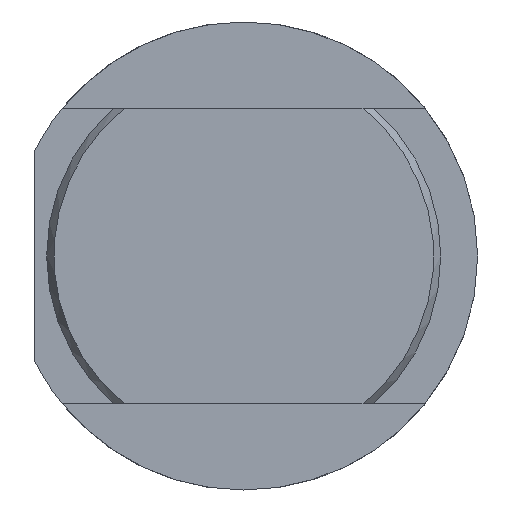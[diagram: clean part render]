
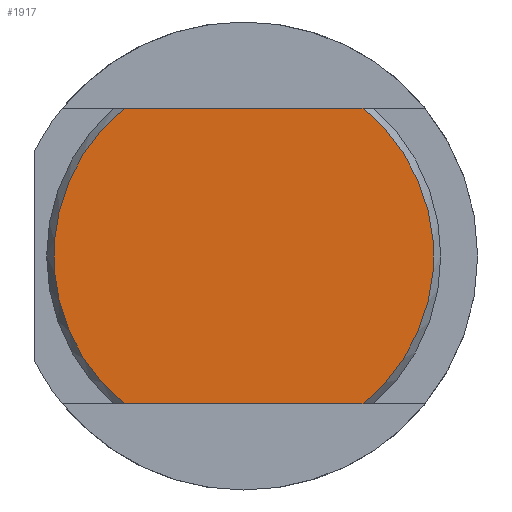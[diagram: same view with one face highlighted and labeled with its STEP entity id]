
A CAD part, left-side view. The second image highlights one B-rep face of the part: STEP entity #1917.
In plain terms, the highlighted planar face has unit normal (-1, 0, 0).
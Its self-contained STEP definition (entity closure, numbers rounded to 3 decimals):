
#5 = CARTESIAN_POINT ( 'NONE',  ( 0., -4.844, -6. ) ) ;
#6 = CARTESIAN_POINT ( 'NONE',  ( 0., -4.844, 6. ) ) ;
#241 = ORIENTED_EDGE ( 'NONE', *, *, #481, .T. ) ;
#477 = EDGE_CURVE ( 'NONE', #2327, #1842, #853, .T. ) ;
#481 = EDGE_CURVE ( 'NONE', #2327, #2329, #515, .T. ) ;
#483 = EDGE_CURVE ( 'NONE', #1862, #2329, #773, .T. ) ;
#490 = AXIS2_PLACEMENT_3D ( 'NONE', #2459, #2451, #2462 ) ;
#509 = EDGE_CURVE ( 'NONE', #1862, #1842, #876, .T. ) ;
#515 = CIRCLE ( 'NONE', #490, 7.711 ) ;
#615 = VECTOR ( 'NONE', #2465, 1000. ) ;
#680 = EDGE_LOOP ( 'NONE', ( #241, #1211, #1011, #941 ) ) ;
#773 = LINE ( 'NONE', #2463, #615 ) ;
#811 = VECTOR ( 'NONE', #2460, 1000. ) ;
#853 = LINE ( 'NONE', #2454, #811 ) ;
#876 = CIRCLE ( 'NONE', #1091, 7.711 ) ;
#941 = ORIENTED_EDGE ( 'NONE', *, *, #477, .F. ) ;
#965 = AXIS2_PLACEMENT_3D ( 'NONE', #3394, #3397, #3398 ) ;
#1011 = ORIENTED_EDGE ( 'NONE', *, *, #509, .T. ) ;
#1091 = AXIS2_PLACEMENT_3D ( 'NONE', #2479, #2483, #2484 ) ;
#1211 = ORIENTED_EDGE ( 'NONE', *, *, #483, .F. ) ;
#1448 = FACE_OUTER_BOUND ( 'NONE', #680, .T. ) ;
#1842 = VERTEX_POINT ( 'NONE', #3197 ) ;
#1862 = VERTEX_POINT ( 'NONE', #3217 ) ;
#1917 = ADVANCED_FACE ( 'NONE', ( #1448 ), #3395, .F. ) ;
#2327 = VERTEX_POINT ( 'NONE', #5 ) ;
#2329 = VERTEX_POINT ( 'NONE', #6 ) ;
#2451 = DIRECTION ( 'NONE',  ( -1., 0., 0. ) ) ;
#2454 = CARTESIAN_POINT ( 'NONE',  ( 0., 7.365, -6. ) ) ;
#2459 = CARTESIAN_POINT ( 'NONE',  ( 0., 0., 0. ) ) ;
#2460 = DIRECTION ( 'NONE',  ( 0., 1., 0. ) ) ;
#2462 = DIRECTION ( 'NONE',  ( 0., 0., -1. ) ) ;
#2463 = CARTESIAN_POINT ( 'NONE',  ( 0., 7.365, 6. ) ) ;
#2465 = DIRECTION ( 'NONE',  ( 0., -1., 0. ) ) ;
#2479 = CARTESIAN_POINT ( 'NONE',  ( 0., 0., 0. ) ) ;
#2483 = DIRECTION ( 'NONE',  ( -1., 0., 0. ) ) ;
#2484 = DIRECTION ( 'NONE',  ( 0., 0., -1. ) ) ;
#3197 = CARTESIAN_POINT ( 'NONE',  ( 0., 4.844, -6. ) ) ;
#3217 = CARTESIAN_POINT ( 'NONE',  ( 0., 4.844, 6. ) ) ;
#3394 = CARTESIAN_POINT ( 'NONE',  ( 0., 0., 0. ) ) ;
#3395 = PLANE ( 'NONE',  #965 ) ;
#3397 = DIRECTION ( 'NONE',  ( 1., 0., 0. ) ) ;
#3398 = DIRECTION ( 'NONE',  ( 0., 0., -1. ) ) ;
